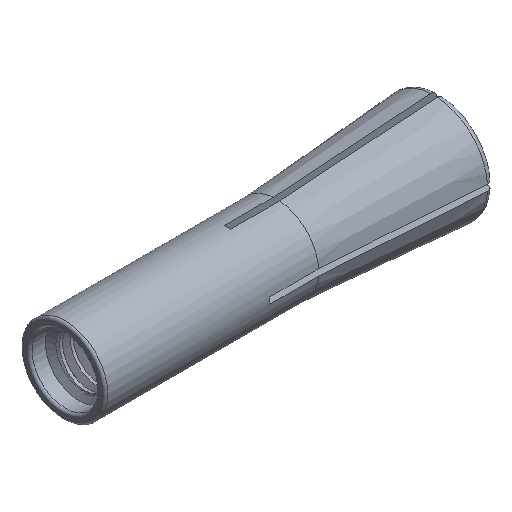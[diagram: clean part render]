
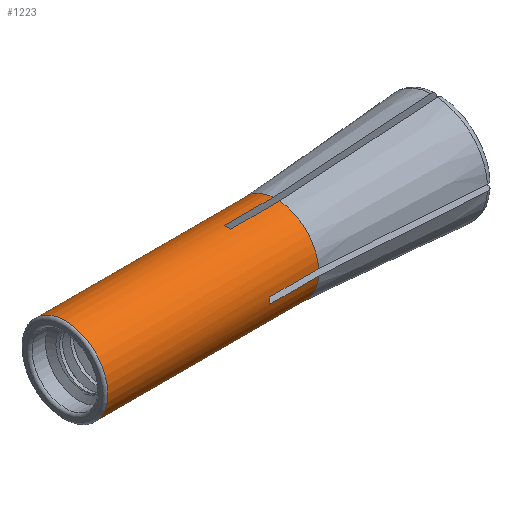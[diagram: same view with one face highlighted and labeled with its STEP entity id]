
A CAD part, isometric view. The second image highlights one B-rep face of the part: STEP entity #1223.
In plain terms, the highlighted cylindrical face has radius 3.994 mm (diameter 7.988 mm), a full revolution.
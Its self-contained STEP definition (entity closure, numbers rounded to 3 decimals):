
#115=FACE_OUTER_BOUND('',#184,.T.);
#184=EDGE_LOOP('',(#949,#950,#951,#952,#953,#954,#955,#956,#957,#958,#959,
#960,#961,#962,#963,#964,#965,#966,#967,#968));
#224=CIRCLE('',#1293,3.994);
#226=CIRCLE('',#1297,3.994);
#239=CIRCLE('',#1321,3.994);
#240=CIRCLE('',#1323,3.994);
#246=CIRCLE('',#1334,3.994);
#247=CIRCLE('',#1335,3.994);
#248=CIRCLE('',#1336,3.994);
#249=CIRCLE('',#1337,3.994);
#250=CIRCLE('',#1338,3.994);
#251=CIRCLE('',#1339,3.994);
#343=LINE('',#2278,#413);
#347=LINE('',#2287,#417);
#353=LINE('',#2322,#423);
#361=LINE('',#2386,#431);
#372=LINE('',#2497,#442);
#373=LINE('',#2501,#443);
#374=LINE('',#2506,#444);
#375=LINE('',#2510,#445);
#376=LINE('',#2514,#446);
#413=VECTOR('',#1456,10.);
#417=VECTOR('',#1462,10.);
#423=VECTOR('',#1470,10.);
#431=VECTOR('',#1486,10.);
#442=VECTOR('',#1575,10.);
#443=VECTOR('',#1578,10.);
#444=VECTOR('',#1583,10.);
#445=VECTOR('',#1586,3.994);
#446=VECTOR('',#1591,10.);
#509=VERTEX_POINT('',#2273);
#510=VERTEX_POINT('',#2277);
#513=VERTEX_POINT('',#2284);
#514=VERTEX_POINT('',#2286);
#522=VERTEX_POINT('',#2319);
#523=VERTEX_POINT('',#2321);
#536=VERTEX_POINT('',#2381);
#537=VERTEX_POINT('',#2385);
#550=VERTEX_POINT('',#2464);
#551=VERTEX_POINT('',#2470);
#557=VERTEX_POINT('',#2496);
#558=VERTEX_POINT('',#2498);
#559=VERTEX_POINT('',#2500);
#560=VERTEX_POINT('',#2503);
#561=VERTEX_POINT('',#2505);
#562=VERTEX_POINT('',#2507);
#563=VERTEX_POINT('',#2509);
#564=VERTEX_POINT('',#2512);
#646=EDGE_CURVE('',#510,#509,#343,.T.);
#650=EDGE_CURVE('',#514,#513,#347,.T.);
#659=EDGE_CURVE('',#523,#522,#353,.T.);
#667=EDGE_CURVE('',#522,#510,#224,.T.);
#675=EDGE_CURVE('',#537,#536,#361,.T.);
#678=EDGE_CURVE('',#513,#537,#226,.T.);
#702=EDGE_CURVE('',#550,#536,#239,.T.);
#703=EDGE_CURVE('',#514,#551,#240,.T.);
#714=EDGE_CURVE('',#550,#557,#372,.T.);
#715=EDGE_CURVE('',#557,#558,#246,.T.);
#716=EDGE_CURVE('',#558,#559,#373,.T.);
#717=EDGE_CURVE('',#523,#559,#247,.T.);
#718=EDGE_CURVE('',#560,#509,#248,.T.);
#719=EDGE_CURVE('',#560,#561,#374,.T.);
#720=EDGE_CURVE('',#561,#562,#249,.T.);
#721=EDGE_CURVE('',#562,#563,#375,.T.);
#722=EDGE_CURVE('',#563,#563,#250,.T.);
#723=EDGE_CURVE('',#562,#564,#251,.T.);
#724=EDGE_CURVE('',#564,#551,#376,.T.);
#949=ORIENTED_EDGE('',*,*,#650,.T.);
#950=ORIENTED_EDGE('',*,*,#678,.T.);
#951=ORIENTED_EDGE('',*,*,#675,.T.);
#952=ORIENTED_EDGE('',*,*,#702,.F.);
#953=ORIENTED_EDGE('',*,*,#714,.T.);
#954=ORIENTED_EDGE('',*,*,#715,.T.);
#955=ORIENTED_EDGE('',*,*,#716,.T.);
#956=ORIENTED_EDGE('',*,*,#717,.F.);
#957=ORIENTED_EDGE('',*,*,#659,.T.);
#958=ORIENTED_EDGE('',*,*,#667,.T.);
#959=ORIENTED_EDGE('',*,*,#646,.T.);
#960=ORIENTED_EDGE('',*,*,#718,.F.);
#961=ORIENTED_EDGE('',*,*,#719,.T.);
#962=ORIENTED_EDGE('',*,*,#720,.T.);
#963=ORIENTED_EDGE('',*,*,#721,.T.);
#964=ORIENTED_EDGE('',*,*,#722,.T.);
#965=ORIENTED_EDGE('',*,*,#721,.F.);
#966=ORIENTED_EDGE('',*,*,#723,.T.);
#967=ORIENTED_EDGE('',*,*,#724,.T.);
#968=ORIENTED_EDGE('',*,*,#703,.F.);
#1177=CYLINDRICAL_SURFACE('',#1333,3.994);
#1223=ADVANCED_FACE('',(#115),#1177,.T.);
#1293=AXIS2_PLACEMENT_3D('',#2352,#1478,#1479);
#1297=AXIS2_PLACEMENT_3D('',#2390,#1492,#1493);
#1321=AXIS2_PLACEMENT_3D('',#2468,#1546,#1547);
#1323=AXIS2_PLACEMENT_3D('',#2471,#1550,#1551);
#1333=AXIS2_PLACEMENT_3D('',#2495,#1573,#1574);
#1334=AXIS2_PLACEMENT_3D('',#2499,#1576,#1577);
#1335=AXIS2_PLACEMENT_3D('',#2502,#1579,#1580);
#1336=AXIS2_PLACEMENT_3D('',#2504,#1581,#1582);
#1337=AXIS2_PLACEMENT_3D('',#2508,#1584,#1585);
#1338=AXIS2_PLACEMENT_3D('',#2511,#1587,#1588);
#1339=AXIS2_PLACEMENT_3D('',#2513,#1589,#1590);
#1456=DIRECTION('',(1.,0.,0.));
#1462=DIRECTION('',(-1.,0.,0.));
#1470=DIRECTION('',(-1.,0.,0.));
#1478=DIRECTION('center_axis',(-1.,0.,0.));
#1479=DIRECTION('ref_axis',(0.,0.,-1.));
#1486=DIRECTION('',(1.,0.,0.));
#1492=DIRECTION('center_axis',(-1.,0.,0.));
#1493=DIRECTION('ref_axis',(0.,0.,-1.));
#1546=DIRECTION('center_axis',(1.,0.,0.));
#1547=DIRECTION('ref_axis',(0.,0.,-1.));
#1550=DIRECTION('center_axis',(1.,0.,0.));
#1551=DIRECTION('ref_axis',(0.,0.,-1.));
#1573=DIRECTION('center_axis',(1.,0.,0.));
#1574=DIRECTION('ref_axis',(0.,0.,-1.));
#1575=DIRECTION('',(-1.,0.,0.));
#1576=DIRECTION('center_axis',(-1.,0.,0.));
#1577=DIRECTION('ref_axis',(0.,0.,-1.));
#1578=DIRECTION('',(1.,0.,0.));
#1579=DIRECTION('center_axis',(1.,0.,0.));
#1580=DIRECTION('ref_axis',(0.,0.,-1.));
#1581=DIRECTION('center_axis',(1.,0.,0.));
#1582=DIRECTION('ref_axis',(0.,0.,-1.));
#1583=DIRECTION('',(-1.,0.,0.));
#1584=DIRECTION('center_axis',(-1.,0.,0.));
#1585=DIRECTION('ref_axis',(0.,0.,-1.));
#1586=DIRECTION('',(-1.,0.,0.));
#1587=DIRECTION('center_axis',(1.,0.,0.));
#1588=DIRECTION('ref_axis',(0.,0.,-1.));
#1589=DIRECTION('center_axis',(-1.,0.,0.));
#1590=DIRECTION('ref_axis',(0.,0.,-1.));
#1591=DIRECTION('',(1.,0.,0.));
#2273=CARTESIAN_POINT('',(-14.386,-3.983,0.3));
#2277=CARTESIAN_POINT('',(-19.,-3.983,0.3));
#2278=CARTESIAN_POINT('',(-24.318,-3.983,0.3));
#2284=CARTESIAN_POINT('',(-19.,3.983,0.3));
#2286=CARTESIAN_POINT('',(-14.386,3.983,0.3));
#2287=CARTESIAN_POINT('',(-24.318,3.983,0.3));
#2319=CARTESIAN_POINT('',(-19.,-3.983,-0.3));
#2321=CARTESIAN_POINT('',(-14.386,-3.983,-0.3));
#2322=CARTESIAN_POINT('',(-24.318,-3.983,-0.3));
#2352=CARTESIAN_POINT('Origin',(-19.,0.,0.));
#2381=CARTESIAN_POINT('',(-14.386,3.983,-0.3));
#2385=CARTESIAN_POINT('',(-19.,3.983,-0.3));
#2386=CARTESIAN_POINT('',(-24.318,3.983,-0.3));
#2390=CARTESIAN_POINT('Origin',(-19.,0.,0.));
#2464=CARTESIAN_POINT('',(-14.386,0.3,-3.983));
#2468=CARTESIAN_POINT('Origin',(-14.386,0.,0.));
#2470=CARTESIAN_POINT('',(-14.386,0.3,3.983));
#2471=CARTESIAN_POINT('Origin',(-14.386,0.,0.));
#2495=CARTESIAN_POINT('Origin',(-24.318,0.,0.));
#2496=CARTESIAN_POINT('',(-19.,0.3,-3.983));
#2497=CARTESIAN_POINT('',(-24.318,0.3,-3.983));
#2498=CARTESIAN_POINT('',(-19.,-0.3,-3.983));
#2499=CARTESIAN_POINT('Origin',(-19.,0.,0.));
#2500=CARTESIAN_POINT('',(-14.386,-0.3,-3.983));
#2501=CARTESIAN_POINT('',(-24.318,-0.3,-3.983));
#2502=CARTESIAN_POINT('Origin',(-14.386,0.,0.));
#2503=CARTESIAN_POINT('',(-14.386,-0.3,3.983));
#2504=CARTESIAN_POINT('Origin',(-14.386,0.,0.));
#2505=CARTESIAN_POINT('',(-19.,-0.3,3.983));
#2506=CARTESIAN_POINT('',(-24.318,-0.3,3.983));
#2507=CARTESIAN_POINT('',(-19.,0.,3.994));
#2508=CARTESIAN_POINT('Origin',(-19.,0.,0.));
#2509=CARTESIAN_POINT('',(-34.25,0.,3.994));
#2510=CARTESIAN_POINT('',(-24.318,0.,3.994));
#2511=CARTESIAN_POINT('Origin',(-34.25,0.,0.));
#2512=CARTESIAN_POINT('',(-19.,0.3,3.983));
#2513=CARTESIAN_POINT('Origin',(-19.,0.,0.));
#2514=CARTESIAN_POINT('',(-24.318,0.3,3.983));
